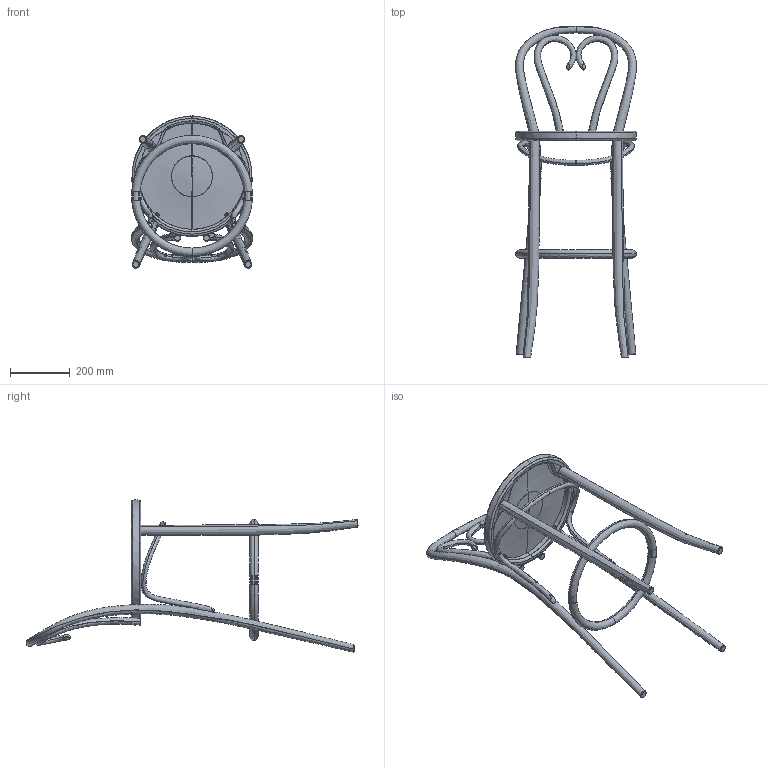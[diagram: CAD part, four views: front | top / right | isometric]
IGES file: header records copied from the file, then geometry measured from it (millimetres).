
Start section: SolidWorks IGES file using analytic representation for surfaces
Global section: file name: sestava barové židle 116.IGS; native system: SolidWorks 2009; preprocessor: SolidWorks 2009; author: majja; date: 130920.101210; units: millimetre
Bounding box: 405 x 1110.97 x 510.06 mm (x, y, z)
Surface area: 1072123.9 mm2 (no closed solid volume)
Topology: 0 solids, 0 shells, 852 faces, 10456 edges, 10326 vertices
Faces by surface type: bspline 545, revolution 307
